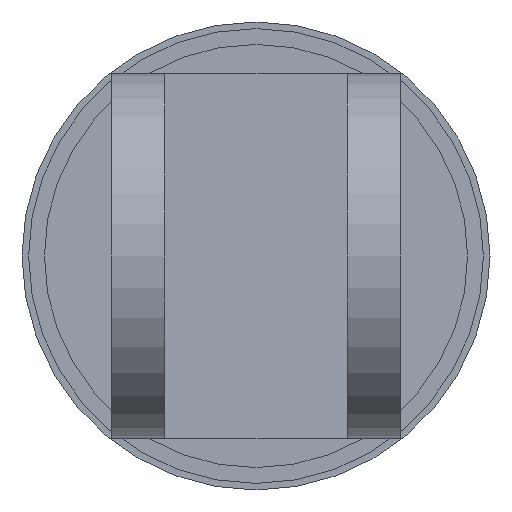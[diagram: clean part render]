
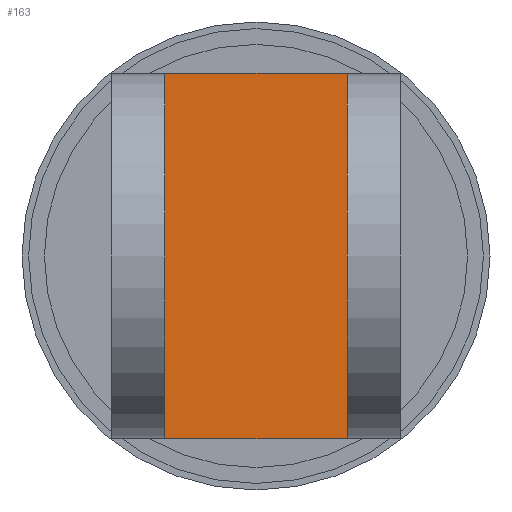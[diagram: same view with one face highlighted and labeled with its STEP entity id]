
A CAD part, left-side view. The second image highlights one B-rep face of the part: STEP entity #163.
In plain terms, the highlighted planar face has unit normal (-1, 0, 0).
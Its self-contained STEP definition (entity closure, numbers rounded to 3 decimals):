
#163=ADVANCED_FACE('',(#696),#695,.T.);
#695=PLANE('',#1333);
#696=FACE_OUTER_BOUND('',#1334,.T.);
#1330=CARTESIAN_POINT('',(43.026,-6.6,164.171));
#1331=DIRECTION('',(-1.,0.,0.));
#1332=DIRECTION('',(0.,0.,1.));
#1333=AXIS2_PLACEMENT_3D('',#1330,#1331,#1332);
#1334=EDGE_LOOP('',(#1650,#1651,#1652,#1653));
#1650=ORIENTED_EDGE('',*,*,#1855,.F.);
#1651=ORIENTED_EDGE('',*,*,#1844,.F.);
#1652=ORIENTED_EDGE('',*,*,#1853,.T.);
#1653=ORIENTED_EDGE('',*,*,#1856,.T.);
#1844=EDGE_CURVE('',#2745,#2731,#2752,.T.);
#1853=EDGE_CURVE('',#2745,#2804,#2811,.T.);
#1855=EDGE_CURVE('',#2731,#2823,#2824,.T.);
#1856=EDGE_CURVE('',#2804,#2823,#2830,.T.);
#2731=VERTEX_POINT('',#3481);
#2745=VERTEX_POINT('',#3490);
#2752=LINE('',#3494,#3495);
#2804=VERTEX_POINT('',#3527);
#2811=LINE('',#3531,#3532);
#2823=VERTEX_POINT('',#3537);
#2824=LINE('',#3538,#3539);
#2830=LINE('',#3541,#3542);
#3481=CARTESIAN_POINT('',(43.026,-5.5,166.371));
#3490=CARTESIAN_POINT('',(43.026,-5.5,188.371));
#3494=CARTESIAN_POINT('',(43.026,-5.5,188.371));
#3495=VECTOR('',#3496,22.);
#3496=DIRECTION('',(0.,0.,-1.));
#3527=CARTESIAN_POINT('',(43.026,5.5,188.371));
#3531=CARTESIAN_POINT('',(43.026,-5.5,188.371));
#3532=VECTOR('',#3533,11.);
#3533=DIRECTION('',(0.,1.,0.));
#3537=CARTESIAN_POINT('',(43.026,5.5,166.371));
#3538=CARTESIAN_POINT('',(43.026,-5.5,166.371));
#3539=VECTOR('',#3540,11.);
#3540=DIRECTION('',(0.,1.,0.));
#3541=CARTESIAN_POINT('',(43.026,5.5,188.371));
#3542=VECTOR('',#3543,22.);
#3543=DIRECTION('',(0.,0.,-1.));
